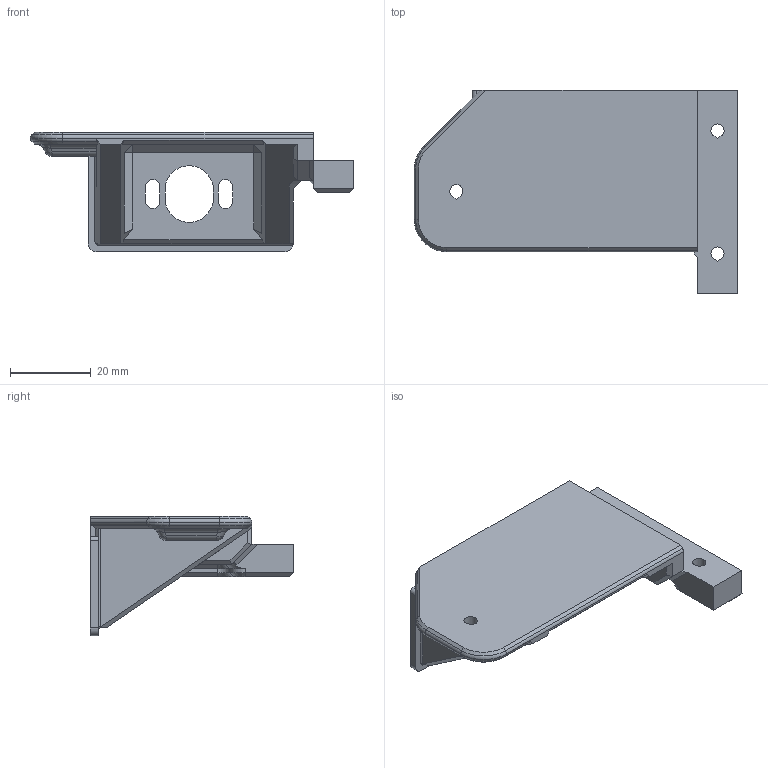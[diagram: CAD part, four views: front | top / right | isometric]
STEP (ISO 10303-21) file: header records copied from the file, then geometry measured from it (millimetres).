
FILE_DESCRIPTION(/* description */ (''),/* implementation_level */ '2;1');
FILE_NAME(/* name */ 'Tensioner side Lead screw mounting bracket.step',/* time_stamp */ '2025-05-15T21:37:28-04:00',/* author */ (''),/* organization */ (''),/* preprocessor_version */ 'ST-DEVELOPER v20.1',/* originating_system */ 'Autodesk Translation Framework v14.4.0.0',/* authorisation */ '');
FILE_SCHEMA (('AUTOMOTIVE_DESIGN { 1 0 10303 214 3 1 1 }'));
Length unit declared in the file: millimetre
Products named in the file (1): Lead Screw Hanger
Bounding box: 80 x 50.42 x 29.6 mm (x, y, z)
Volume: 24512.9 mm3; surface area: 11859.2 mm2
Topology: 1 solids, 1 shells, 161 faces, 405 edges, 251 vertices
Faces by surface type: plane 99, cylinder 38, cone 16, torus 4, bspline 2, sphere 2
Full cylindrical faces by diameter (mm): 3.75 x2
Entity records: 4845 total; most frequent: CARTESIAN_POINT 874, DIRECTION 821, ORIENTED_EDGE 810, EDGE_CURVE 405, LINE 301, VECTOR 301, AXIS2_PLACEMENT_3D 260, VERTEX_POINT 251
